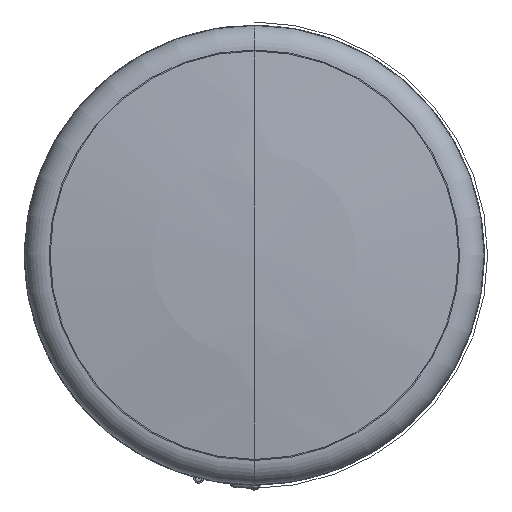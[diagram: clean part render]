
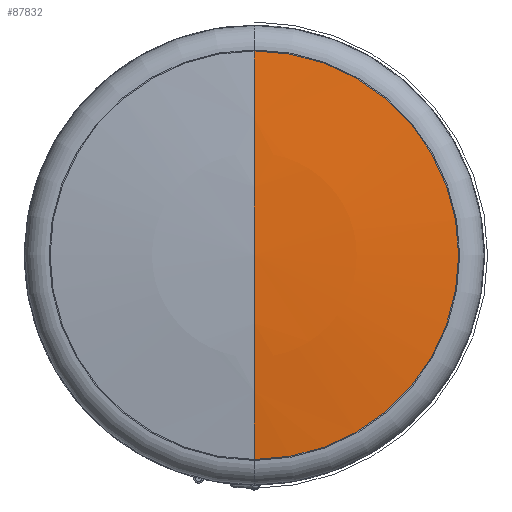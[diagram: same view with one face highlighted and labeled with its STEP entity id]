
A CAD part, front view. The second image highlights one B-rep face of the part: STEP entity #87832.
In plain terms, the highlighted spherical face has radius 242.803 mm.
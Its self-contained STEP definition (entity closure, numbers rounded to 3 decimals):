
#84165=CARTESIAN_POINT('',(0.,0.,0.));
#84166=DIRECTION('',(0.,1.,0.));
#84167=DIRECTION('',(0.,0.,-1.));
#84168=AXIS2_PLACEMENT_3D('',#84165,#84166,#84167);
#84185=CARTESIAN_POINT('',(0.,240.803,0.));
#84186=DIRECTION('',(-1.,0.,0.));
#84187=DIRECTION('',(0.,-0.992,-0.128));
#84188=AXIS2_PLACEMENT_3D('',#84185,#84186,#84187);
#84190=CARTESIAN_POINT('',(0.,240.803,0.));
#84191=DIRECTION('',(1.,0.,0.));
#84192=DIRECTION('',(0.,-0.992,0.128));
#84193=AXIS2_PLACEMENT_3D('',#84190,#84191,#84192);
#84437=CARTESIAN_POINT('',(0.,0.,-31.1));
#84438=CARTESIAN_POINT('',(0.,0.,31.1));
#84439=VERTEX_POINT('',#84437);
#84440=VERTEX_POINT('',#84438);
#84445=CARTESIAN_POINT('',(0.,-2.,0.));
#84446=VERTEX_POINT('',#84445);
#87820=CARTESIAN_POINT('',(0.,240.803,0.));
#87821=DIRECTION('',(0.,-1.,0.));
#87822=DIRECTION('',(0.,0.,1.));
#87823=AXIS2_PLACEMENT_3D('',#87820,#87821,#87822);
#87824=SPHERICAL_SURFACE('',#87823,242.803);
#87825=ORIENTED_EDGE('',*,*,#87813,.T.);
#87827=ORIENTED_EDGE('',*,*,#87826,.T.);
#87829=ORIENTED_EDGE('',*,*,#87828,.F.);
#87830=EDGE_LOOP('',(#87825,#87827,#87829));
#87831=FACE_OUTER_BOUND('',#87830,.F.);
#87832=ADVANCED_FACE('',(#87831),#87824,.T.);
#84169=CIRCLE('',#84168,31.1);
#84189=CIRCLE('',#84188,242.803);
#84194=CIRCLE('',#84193,242.803);
#87813=EDGE_CURVE('',#84439,#84440,#84169,.T.);
#87826=EDGE_CURVE('',#84440,#84446,#84194,.T.);
#87828=EDGE_CURVE('',#84439,#84446,#84189,.T.);
